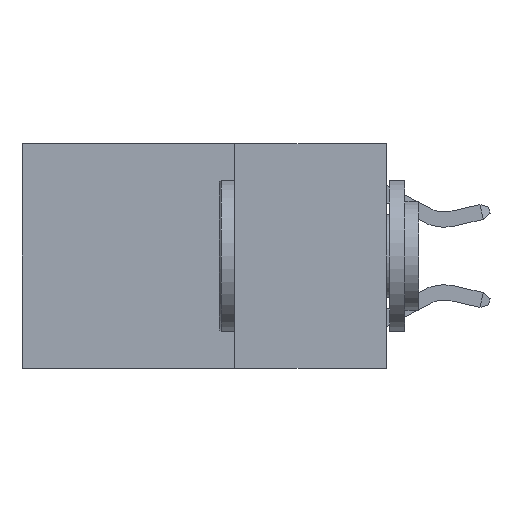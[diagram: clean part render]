
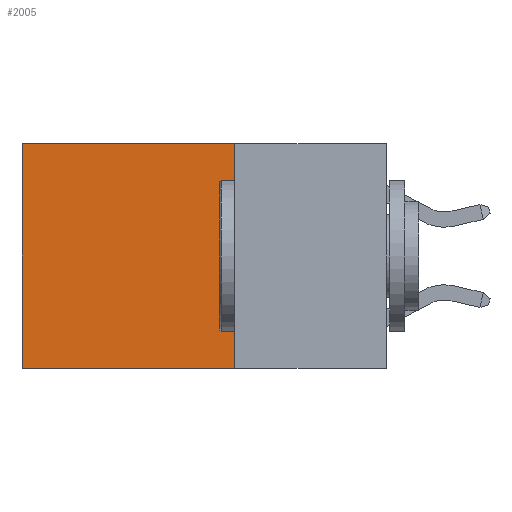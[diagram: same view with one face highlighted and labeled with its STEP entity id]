
A CAD part, left-side view. The second image highlights one B-rep face of the part: STEP entity #2005.
In plain terms, the highlighted planar face has unit normal (-1, 0, 0).
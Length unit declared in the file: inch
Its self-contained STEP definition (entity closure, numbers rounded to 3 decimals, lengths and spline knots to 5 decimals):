
#315 = CARTESIAN_POINT ( 'NONE',  ( 0.2625, 0.25, 0. ) ) ;
#350 = ORIENTED_EDGE ( 'NONE', *, *, #8927, .T. ) ;
#795 = VERTEX_POINT ( 'NONE', #5731 ) ;
#1039 = CARTESIAN_POINT ( 'NONE',  ( 0.2625, 0.25, 0. ) ) ;
#2005 = ADVANCED_FACE ( 'NONE', ( #9833 ), #7900, .F. ) ;
#2124 = ORIENTED_EDGE ( 'NONE', *, *, #5278, .F. ) ;
#2788 = LINE ( 'NONE', #4954, #11719 ) ;
#3570 = LINE ( 'NONE', #5860, #11988 ) ;
#3733 = VERTEX_POINT ( 'NONE', #1039 ) ;
#4057 = VERTEX_POINT ( 'NONE', #11764 ) ;
#4239 = CARTESIAN_POINT ( 'NONE',  ( 0.2625, 0.6, 0. ) ) ;
#4359 = ORIENTED_EDGE ( 'NONE', *, *, #8975, .T. ) ;
#4841 = DIRECTION ( 'NONE',  ( 0., 0., -1. ) ) ;
#4954 = CARTESIAN_POINT ( 'NONE',  ( 0.2625, 0.25, 0. ) ) ;
#5023 = AXIS2_PLACEMENT_3D ( 'NONE', #315, #5665, #4841 ) ;
#5106 = DIRECTION ( 'NONE',  ( 0., 0., -1. ) ) ;
#5278 = EDGE_CURVE ( 'NONE', #3733, #795, #7341, .T. ) ;
#5331 = ORIENTED_EDGE ( 'NONE', *, *, #8455, .F. ) ;
#5665 = DIRECTION ( 'NONE',  ( 1., 0., 0. ) ) ;
#5726 = DIRECTION ( 'NONE',  ( 0., 1., 0. ) ) ;
#5731 = CARTESIAN_POINT ( 'NONE',  ( 0.2625, 0.25, -0.37 ) ) ;
#5860 = CARTESIAN_POINT ( 'NONE',  ( 0.2625, 0.25, -0.37 ) ) ;
#6147 = EDGE_LOOP ( 'NONE', ( #350, #5331, #2124, #4359 ) ) ;
#7065 = VECTOR ( 'NONE', #5106, 39.37008 ) ;
#7341 = LINE ( 'NONE', #13565, #11183 ) ;
#7900 = PLANE ( 'NONE',  #5023 ) ;
#8020 = DIRECTION ( 'NONE',  ( 0., 1., 0. ) ) ;
#8287 = CARTESIAN_POINT ( 'NONE',  ( 0.2625, 0.6, 0. ) ) ;
#8455 = EDGE_CURVE ( 'NONE', #795, #4057, #3570, .T. ) ;
#8927 = EDGE_CURVE ( 'NONE', #10320, #4057, #9347, .T. ) ;
#8975 = EDGE_CURVE ( 'NONE', #3733, #10320, #2788, .T. ) ;
#9347 = LINE ( 'NONE', #8287, #7065 ) ;
#9833 = FACE_OUTER_BOUND ( 'NONE', #6147, .T. ) ;
#10320 = VERTEX_POINT ( 'NONE', #4239 ) ;
#10453 = DIRECTION ( 'NONE',  ( 0., 0., -1. ) ) ;
#11183 = VECTOR ( 'NONE', #10453, 39.37008 ) ;
#11719 = VECTOR ( 'NONE', #8020, 39.37008 ) ;
#11764 = CARTESIAN_POINT ( 'NONE',  ( 0.2625, 0.6, -0.37 ) ) ;
#11988 = VECTOR ( 'NONE', #5726, 39.37008 ) ;
#13565 = CARTESIAN_POINT ( 'NONE',  ( 0.2625, 0.25, 0. ) ) ;
